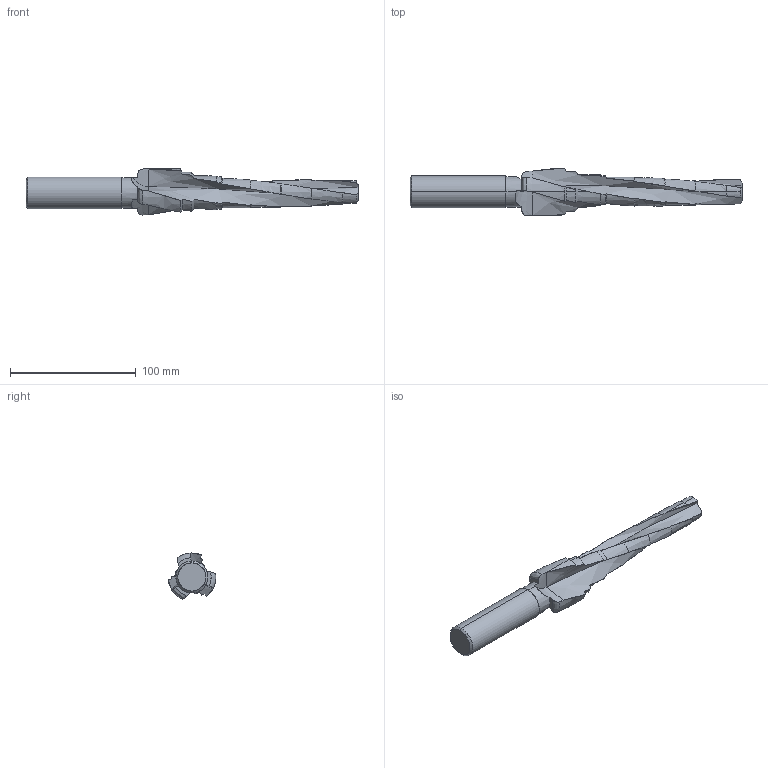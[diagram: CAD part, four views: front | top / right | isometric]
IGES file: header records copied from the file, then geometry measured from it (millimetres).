
Start section: SolidWorks IGES file using analytic representation for surfaces
Global section: file name: T-52-D-HSS.IGS; native system: SolidWorks 2014; preprocessor: SolidWorks 2014; author: Martin; date: 170619.113757; units: inch
Bounding box: 263.65 x 37.99 x 36.56 mm (x, y, z)
Surface area: 24191.4 mm2 (no closed solid volume)
Topology: 0 solids, 0 shells, 93 faces, 999 edges, 996 vertices
Faces by surface type: revolution 78, bspline 15
